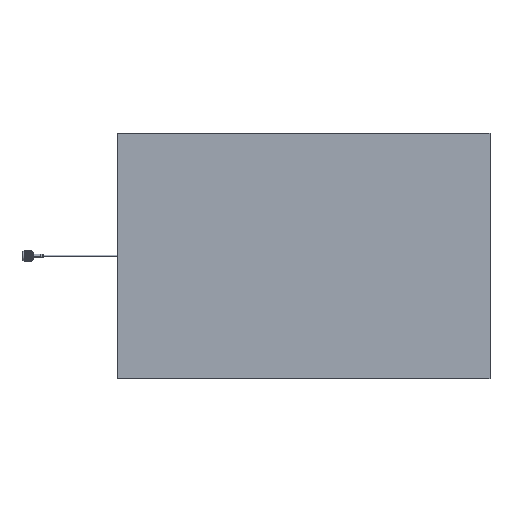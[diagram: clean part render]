
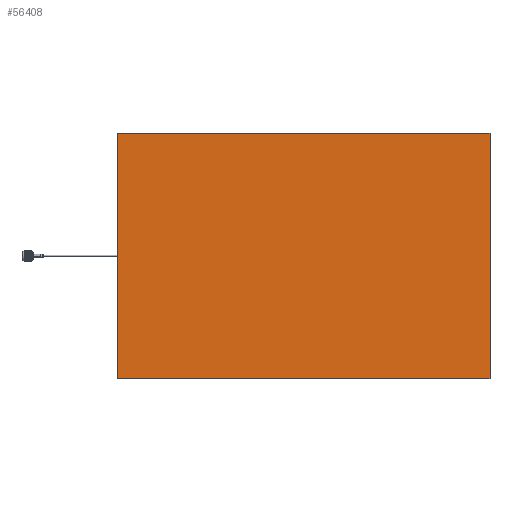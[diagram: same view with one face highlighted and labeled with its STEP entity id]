
A CAD part, top view. The second image highlights one B-rep face of the part: STEP entity #56408.
In plain terms, the highlighted planar face has unit normal (0, 0, 1).
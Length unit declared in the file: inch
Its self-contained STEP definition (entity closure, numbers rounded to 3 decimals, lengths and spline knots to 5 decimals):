
#7503 = LINE ( 'NONE', #91005, #84448 ) ;
#7594 = DIRECTION ( 'NONE',  ( -1., 0., 0. ) ) ;
#8153 = CARTESIAN_POINT ( 'NONE',  ( 10.43307, 6.88976, 0.15748 ) ) ;
#15745 = VERTEX_POINT ( 'NONE', #25177 ) ;
#18987 = EDGE_CURVE ( 'NONE', #68420, #62512, #7503, .T. ) ;
#25174 = ORIENTED_EDGE ( 'NONE', *, *, #42364, .T. ) ;
#25177 = CARTESIAN_POINT ( 'NONE',  ( 10.43307, 6.88976, 0.15748 ) ) ;
#26023 = CARTESIAN_POINT ( 'NONE',  ( -10.43307, 6.88976, 0.15748 ) ) ;
#29389 = FACE_OUTER_BOUND ( 'NONE', #69099, .T. ) ;
#30060 = LINE ( 'NONE', #63363, #32965 ) ;
#32965 = VECTOR ( 'NONE', #103315, 39.37008 ) ;
#38146 = CARTESIAN_POINT ( 'NONE',  ( 0., 0., 0.15748 ) ) ;
#41848 = EDGE_CURVE ( 'NONE', #62512, #15745, #30060, .T. ) ;
#42364 = EDGE_CURVE ( 'NONE', #15745, #43207, #107484, .T. ) ;
#43207 = VERTEX_POINT ( 'NONE', #26023 ) ;
#46333 = DIRECTION ( 'NONE',  ( 1., 0., 0. ) ) ;
#47737 = LINE ( 'NONE', #88209, #102031 ) ;
#56408 = ADVANCED_FACE ( 'NONE', ( #29389 ), #79675, .T. ) ;
#62512 = VERTEX_POINT ( 'NONE', #87459 ) ;
#63363 = CARTESIAN_POINT ( 'NONE',  ( 10.43307, -6.88976, 0.15748 ) ) ;
#66429 = ORIENTED_EDGE ( 'NONE', *, *, #18987, .T. ) ;
#68420 = VERTEX_POINT ( 'NONE', #83471 ) ;
#69099 = EDGE_LOOP ( 'NONE', ( #88985, #25174, #80929, #66429 ) ) ;
#72957 = EDGE_CURVE ( 'NONE', #43207, #68420, #47737, .T. ) ;
#79465 = AXIS2_PLACEMENT_3D ( 'NONE', #38146, #87865, #46333 ) ;
#79675 = PLANE ( 'NONE',  #79465 ) ;
#80929 = ORIENTED_EDGE ( 'NONE', *, *, #72957, .T. ) ;
#82802 = DIRECTION ( 'NONE',  ( 1., 0., 0. ) ) ;
#83471 = CARTESIAN_POINT ( 'NONE',  ( -10.43307, -6.88976, 0.15748 ) ) ;
#84448 = VECTOR ( 'NONE', #82802, 39.37008 ) ;
#87459 = CARTESIAN_POINT ( 'NONE',  ( 10.43307, -6.88976, 0.15748 ) ) ;
#87865 = DIRECTION ( 'NONE',  ( 0., 0., 1. ) ) ;
#88209 = CARTESIAN_POINT ( 'NONE',  ( -10.43307, 6.88976, 0.15748 ) ) ;
#88743 = DIRECTION ( 'NONE',  ( 0., -1., 0. ) ) ;
#88985 = ORIENTED_EDGE ( 'NONE', *, *, #41848, .T. ) ;
#91005 = CARTESIAN_POINT ( 'NONE',  ( -10.43307, -6.88976, 0.15748 ) ) ;
#94056 = VECTOR ( 'NONE', #7594, 39.37008 ) ;
#102031 = VECTOR ( 'NONE', #88743, 39.37008 ) ;
#103315 = DIRECTION ( 'NONE',  ( 0., 1., 0. ) ) ;
#107484 = LINE ( 'NONE', #8153, #94056 ) ;
